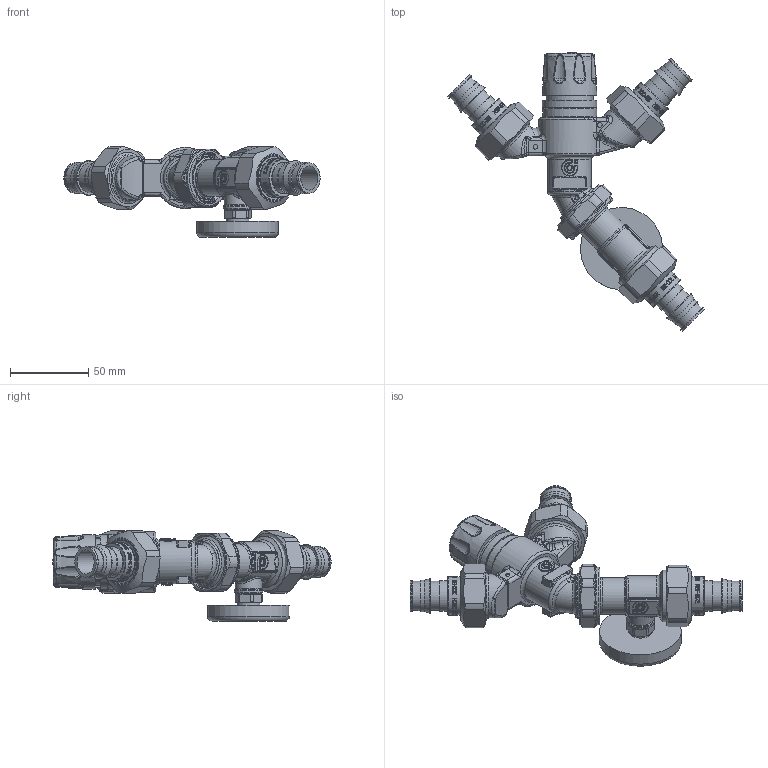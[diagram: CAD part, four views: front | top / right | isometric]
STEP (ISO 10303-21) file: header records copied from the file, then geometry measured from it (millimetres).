
FILE_DESCRIPTION(/* description */ (''),/* implementation_level */ '2;1');
FILE_NAME(/* name */ '520515A.stp',/* time_stamp */ '2025-07-09T10:12:52-05:00',/* author */ ('ischreiner'),/* organization */ (''),/* preprocessor_version */ 'ST-DEVELOPER v20',/* originating_system */ 'Autodesk Inventor 2024',/* authorisation */ '');
FILE_SCHEMA (('AUTOMOTIVE_DESIGN { 1 0 10303 214 3 1 1 }'));
Products named in the file (5): 520515A; New 520051A body; F61008 - 1 inch union nut; F0002108 PEX 1960 tailpiece 0.75 inch; NA10358_Simplify_1
Assembly tree (8 placements, depth 2):
  520515A
    New 520051A body
    F61008 - 1 inch union nut  x3
    F0002108 PEX 1960 tailpiece 0.75 inch  x3
    NA10358_Simplify_1
Bounding box: 163.45 x 177.45 x 57.97 mm (x, y, z)
Volume: 234469.9 mm3; surface area: 73162.9 mm2
Topology: 12 solids, 12 shells, 2929 faces, 7395 edges, 4526 vertices
Faces by surface type: bspline 1040, plane 933, cylinder 581, torus 184, sphere 112, cone 79
Full cylindrical faces by diameter (mm): 3 x2, 9.017 x1, 11.176 x1, 11.227 x1, 12.954 x1, 13.6 x1, 15.24 x1, 15.367 x3, 15.875 x1, 17 x1, 18 x1, 18.745 x6, 19.609 x3, 19.99 x3, 20.091 x3, 23.5 x1, 24 x1, 24.384 x3, 26.924 x3, 27.686 x3, 27.7 x1, 28 x2, 29.6 x1, 29.972 x3, 30.302 x3, 30.5 x1, 33.1 x4, 34.5 x1, 37 x2, 52.324 x1
Entity records: 96357 total; most frequent: CARTESIAN_POINT 56007, ORIENTED_EDGE 8784, DIRECTION 7331, EDGE_CURVE 4392, AXIS2_PLACEMENT_3D 2933, VERTEX_POINT 2617, EDGE_LOOP 1957, FACE_OUTER_BOUND 1871
